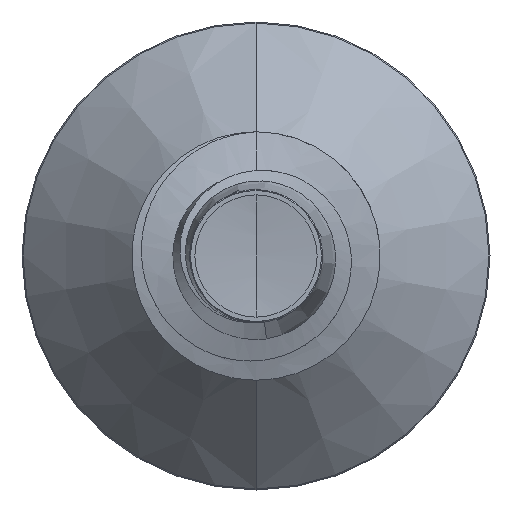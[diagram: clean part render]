
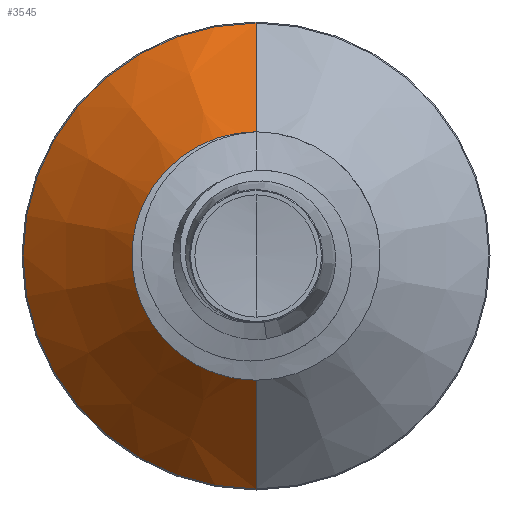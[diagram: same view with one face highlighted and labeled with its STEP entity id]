
A CAD part, front view. The second image highlights one B-rep face of the part: STEP entity #3545.
In plain terms, the highlighted conical face has half-angle 45 degrees and reference radius 2.744 mm.
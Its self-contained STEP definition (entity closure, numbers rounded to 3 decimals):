
#14 = EDGE_CURVE ( 'NONE', #2090, #3202, #3354, .T. ) ;
#92 = DIRECTION ( 'NONE',  ( 0., 0., 1. ) ) ;
#110 = DIRECTION ( 'NONE',  ( 0., 1., 0. ) ) ;
#114 = CARTESIAN_POINT ( 'NONE',  ( 0., 7.124, 0. ) ) ;
#251 = ORIENTED_EDGE ( 'NONE', *, *, #14, .T. ) ;
#257 = VECTOR ( 'NONE', #9348, 1000. ) ;
#285 = LINE ( 'NONE', #9203, #257 ) ;
#460 = CIRCLE ( 'NONE', #7254, 5.624 ) ;
#739 = ORIENTED_EDGE ( 'NONE', *, *, #9079, .T. ) ;
#755 = VERTEX_POINT ( 'NONE', #3775 ) ;
#1803 = EDGE_CURVE ( 'NONE', #755, #3202, #460, .T. ) ;
#1924 = EDGE_CURVE ( 'NONE', #7615, #755, #285, .T. ) ;
#2090 = VERTEX_POINT ( 'NONE', #8916 ) ;
#2688 = EDGE_LOOP ( 'NONE', ( #5906, #739, #251, #4490 ) ) ;
#2938 = CIRCLE ( 'NONE', #6490, 2.745 ) ;
#3202 = VERTEX_POINT ( 'NONE', #7171 ) ;
#3354 = LINE ( 'NONE', #7128, #9263 ) ;
#3545 = ADVANCED_FACE ( 'NONE', ( #9128 ), #7449, .T. ) ;
#3775 = CARTESIAN_POINT ( 'NONE',  ( 0., 7.124, -5.624 ) ) ;
#4490 = ORIENTED_EDGE ( 'NONE', *, *, #1803, .F. ) ;
#5906 = ORIENTED_EDGE ( 'NONE', *, *, #1924, .F. ) ;
#6446 = DIRECTION ( 'NONE',  ( 0., 0., 1. ) ) ;
#6453 = DIRECTION ( 'NONE',  ( 0., 1., 0. ) ) ;
#6466 = CARTESIAN_POINT ( 'NONE',  ( 0., 4.245, 0. ) ) ;
#6475 = DIRECTION ( 'NONE',  ( 0., 1., 0. ) ) ;
#6484 = CARTESIAN_POINT ( 'NONE',  ( 0., 4.245, 0. ) ) ;
#6490 = AXIS2_PLACEMENT_3D ( 'NONE', #6466, #6453, #6446 ) ;
#6792 = DIRECTION ( 'NONE',  ( 0., 0., 1. ) ) ;
#7128 = CARTESIAN_POINT ( 'NONE',  ( 0., 4.245, 2.745 ) ) ;
#7171 = CARTESIAN_POINT ( 'NONE',  ( 0., 7.124, 5.624 ) ) ;
#7254 = AXIS2_PLACEMENT_3D ( 'NONE', #114, #110, #92 ) ;
#7449 = CONICAL_SURFACE ( 'NONE', #9193, 2.745, 0.785 ) ;
#7615 = VERTEX_POINT ( 'NONE', #8771 ) ;
#8771 = CARTESIAN_POINT ( 'NONE',  ( 0., 4.245, -2.745 ) ) ;
#8916 = CARTESIAN_POINT ( 'NONE',  ( 0., 4.245, 2.745 ) ) ;
#9079 = EDGE_CURVE ( 'NONE', #7615, #2090, #2938, .T. ) ;
#9109 = DIRECTION ( 'NONE',  ( 0., 0.707, 0.707 ) ) ;
#9128 = FACE_OUTER_BOUND ( 'NONE', #2688, .T. ) ;
#9193 = AXIS2_PLACEMENT_3D ( 'NONE', #6484, #6475, #6792 ) ;
#9203 = CARTESIAN_POINT ( 'NONE',  ( 0., 4.245, -2.745 ) ) ;
#9263 = VECTOR ( 'NONE', #9109, 1000. ) ;
#9348 = DIRECTION ( 'NONE',  ( 0., 0.707, -0.707 ) ) ;
